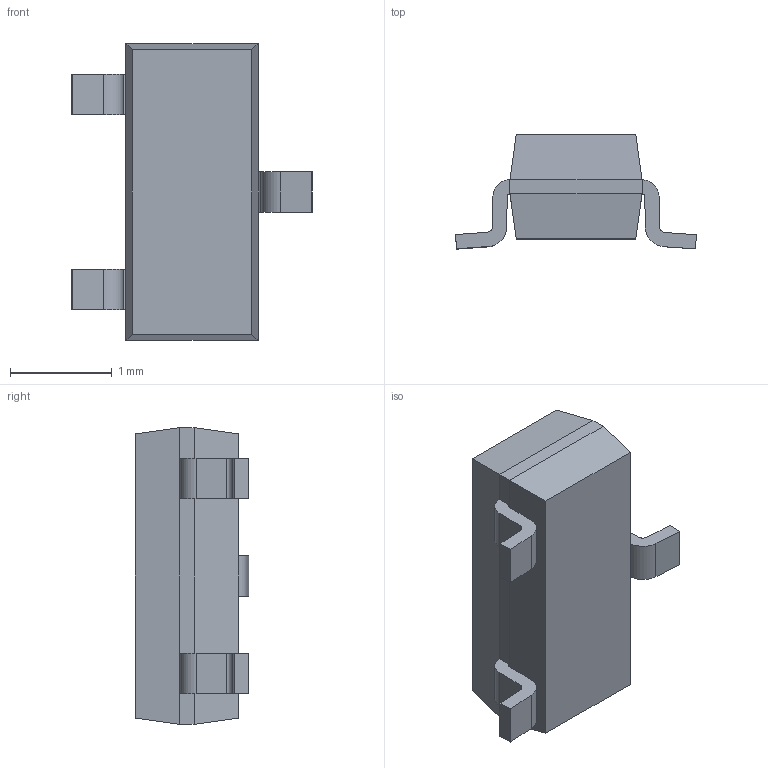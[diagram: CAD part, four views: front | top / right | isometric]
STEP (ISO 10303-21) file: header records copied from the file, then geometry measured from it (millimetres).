
FILE_DESCRIPTION (( 'STEP AP214' ), '1' );
FILE_NAME ('STM1001TWX6F.STEP', '2024-01-25T08:19:40', ( 'LENOVO' ), ( '' ), 'SwSTEP 2.0', 'SolidWorks 2021', '' );
FILE_SCHEMA (( 'AUTOMOTIVE_DESIGN' ));
Length unit declared in the file: millimetre
Products named in the file (1): STM1001TWX6F
Bounding box: 2.37 x 1.12 x 2.92 mm (x, y, z)
Volume: 3.8 mm3; surface area: 18.4 mm2
Topology: 4 solids, 4 shells, 50 faces, 118 edges, 76 vertices
Faces by surface type: plane 38, cylinder 12
Entity records: 1483 total; most frequent: CARTESIAN_POINT 245, DIRECTION 244, ORIENTED_EDGE 236, EDGE_CURVE 118, LINE 94, VECTOR 94, VERTEX_POINT 76, AXIS2_PLACEMENT_3D 75
